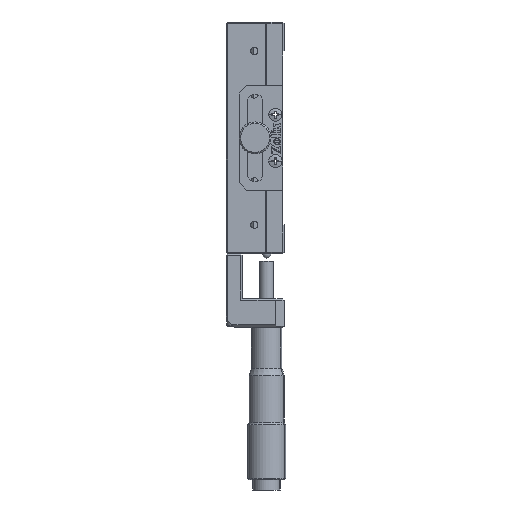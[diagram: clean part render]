
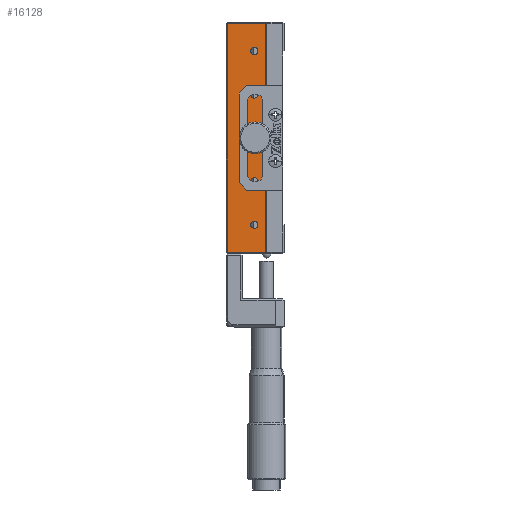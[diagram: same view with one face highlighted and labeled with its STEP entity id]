
A CAD part, left-side view. The second image highlights one B-rep face of the part: STEP entity #16128.
In plain terms, the highlighted planar face has unit normal (-1, 0, 0).
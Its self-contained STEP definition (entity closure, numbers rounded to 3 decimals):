
#19 = DIRECTION ( 'NONE',  ( 0., 0., 1. ) ) ;
#236 = EDGE_LOOP ( 'NONE', ( #22169, #399, #5198, #15865 ) ) ;
#376 = VECTOR ( 'NONE', #24759, 1000. ) ;
#399 = ORIENTED_EDGE ( 'NONE', *, *, #3357, .T. ) ;
#515 = CARTESIAN_POINT ( 'NONE',  ( -37.083, -7.574, 90.4 ) ) ;
#533 = AXIS2_PLACEMENT_3D ( 'NONE', #541, #18497, #20316 ) ;
#541 = CARTESIAN_POINT ( 'NONE',  ( -37.083, -7.274, 77.5 ) ) ;
#803 = CIRCLE ( 'NONE', #7717, 1.25 ) ;
#1086 = DIRECTION ( 'NONE',  ( 0., -1., 0. ) ) ;
#1239 = DIRECTION ( 'NONE',  ( -1., 0., 0. ) ) ;
#1831 = CARTESIAN_POINT ( 'NONE',  ( -37.083, -7.574, 94.6 ) ) ;
#1901 = EDGE_CURVE ( 'NONE', #12563, #5561, #11096, .T. ) ;
#2599 = VERTEX_POINT ( 'NONE', #10752 ) ;
#2942 = CARTESIAN_POINT ( 'NONE',  ( -37.083, 1.926, 52.5 ) ) ;
#3120 = CARTESIAN_POINT ( 'NONE',  ( -37.083, -11.274, 132. ) ) ;
#3124 = CARTESIAN_POINT ( 'NONE',  ( -37.083, -7.274, 122.5 ) ) ;
#3240 = ORIENTED_EDGE ( 'NONE', *, *, #9604, .F. ) ;
#3252 = DIRECTION ( 'NONE',  ( 0., 0., 1. ) ) ;
#3357 = EDGE_CURVE ( 'NONE', #24819, #10777, #9792, .T. ) ;
#3621 = EDGE_CURVE ( 'NONE', #15594, #10521, #15267, .T. ) ;
#3686 = CIRCLE ( 'NONE', #5133, 1.25 ) ;
#4046 = CARTESIAN_POINT ( 'NONE',  ( -37.083, -7.274, 76.25 ) ) ;
#4072 = ORIENTED_EDGE ( 'NONE', *, *, #4169, .F. ) ;
#4169 = EDGE_CURVE ( 'NONE', #12095, #8098, #24537, .T. ) ;
#4465 = EDGE_CURVE ( 'NONE', #18387, #19635, #4812, .T. ) ;
#4812 = CIRCLE ( 'NONE', #533, 1.25 ) ;
#5035 = CARTESIAN_POINT ( 'NONE',  ( -37.083, -7.274, 108.75 ) ) ;
#5132 = CARTESIAN_POINT ( 'NONE',  ( -37.083, -7.274, 63.75 ) ) ;
#5133 = AXIS2_PLACEMENT_3D ( 'NONE', #6542, #20322, #8521 ) ;
#5195 = EDGE_CURVE ( 'NONE', #10521, #24819, #15817, .T. ) ;
#5198 = ORIENTED_EDGE ( 'NONE', *, *, #14841, .T. ) ;
#5202 = ORIENTED_EDGE ( 'NONE', *, *, #18801, .F. ) ;
#5561 = VERTEX_POINT ( 'NONE', #515 ) ;
#5785 = CARTESIAN_POINT ( 'NONE',  ( -37.083, -7.274, 107.5 ) ) ;
#6397 = CARTESIAN_POINT ( 'NONE',  ( -37.083, -7.274, 122.5 ) ) ;
#6537 = AXIS2_PLACEMENT_3D ( 'NONE', #25540, #13525, #9786 ) ;
#6542 = CARTESIAN_POINT ( 'NONE',  ( -37.083, -7.274, 62.5 ) ) ;
#6709 = CIRCLE ( 'NONE', #17222, 1.25 ) ;
#6998 = DIRECTION ( 'NONE',  ( -1., 0., 0. ) ) ;
#7175 = PLANE ( 'NONE',  #15225 ) ;
#7318 = ORIENTED_EDGE ( 'NONE', *, *, #10080, .F. ) ;
#7717 = AXIS2_PLACEMENT_3D ( 'NONE', #14890, #24738, #3252 ) ;
#7839 = DIRECTION ( 'NONE',  ( 0., 1., 0. ) ) ;
#8009 = FACE_BOUND ( 'NONE', #8023, .T. ) ;
#8023 = EDGE_LOOP ( 'NONE', ( #4072, #7318 ) ) ;
#8098 = VERTEX_POINT ( 'NONE', #13685 ) ;
#8210 = DIRECTION ( 'NONE',  ( -1., 0., 0. ) ) ;
#8468 = VERTEX_POINT ( 'NONE', #5132 ) ;
#8521 = DIRECTION ( 'NONE',  ( 0., 0., 1. ) ) ;
#8841 = VERTEX_POINT ( 'NONE', #22046 ) ;
#8928 = ORIENTED_EDGE ( 'NONE', *, *, #4465, .F. ) ;
#8964 = DIRECTION ( 'NONE',  ( 0., 0., 1. ) ) ;
#9159 = CARTESIAN_POINT ( 'NONE',  ( -37.083, -11.274, 52.5 ) ) ;
#9604 = EDGE_CURVE ( 'NONE', #5561, #12563, #19111, .T. ) ;
#9786 = DIRECTION ( 'NONE',  ( 0., 0., 1. ) ) ;
#9792 = LINE ( 'NONE', #24812, #19338 ) ;
#10080 = EDGE_CURVE ( 'NONE', #8098, #12095, #11647, .T. ) ;
#10521 = VERTEX_POINT ( 'NONE', #11619 ) ;
#10752 = CARTESIAN_POINT ( 'NONE',  ( -37.083, -7.274, 121.25 ) ) ;
#10777 = VERTEX_POINT ( 'NONE', #16423 ) ;
#10791 = EDGE_CURVE ( 'NONE', #8841, #2599, #6709, .T. ) ;
#10865 = EDGE_CURVE ( 'NONE', #8468, #14123, #15298, .T. ) ;
#11096 = CIRCLE ( 'NONE', #14256, 2.1 ) ;
#11619 = CARTESIAN_POINT ( 'NONE',  ( -37.083, 1.926, 132. ) ) ;
#11647 = CIRCLE ( 'NONE', #14901, 1.25 ) ;
#11852 = CARTESIAN_POINT ( 'NONE',  ( -37.083, -11.274, 132. ) ) ;
#11867 = ORIENTED_EDGE ( 'NONE', *, *, #10791, .F. ) ;
#12095 = VERTEX_POINT ( 'NONE', #5035 ) ;
#12297 = DIRECTION ( 'NONE',  ( -1., 0., 0. ) ) ;
#12397 = EDGE_LOOP ( 'NONE', ( #23064, #20340 ) ) ;
#12563 = VERTEX_POINT ( 'NONE', #1831 ) ;
#12631 = DIRECTION ( 'NONE',  ( -1., 0., 0. ) ) ;
#13069 = DIRECTION ( 'NONE',  ( 0., 0., 1. ) ) ;
#13115 = VECTOR ( 'NONE', #7839, 1000. ) ;
#13235 = AXIS2_PLACEMENT_3D ( 'NONE', #24449, #12631, #8964 ) ;
#13525 = DIRECTION ( 'NONE',  ( -1., 0., 0. ) ) ;
#13685 = CARTESIAN_POINT ( 'NONE',  ( -37.083, -7.274, 106.25 ) ) ;
#14009 = CARTESIAN_POINT ( 'NONE',  ( -37.083, -7.274, 107.5 ) ) ;
#14123 = VERTEX_POINT ( 'NONE', #16254 ) ;
#14256 = AXIS2_PLACEMENT_3D ( 'NONE', #18795, #6998, #16782 ) ;
#14483 = ORIENTED_EDGE ( 'NONE', *, *, #21840, .F. ) ;
#14767 = FACE_BOUND ( 'NONE', #12397, .T. ) ;
#14841 = EDGE_CURVE ( 'NONE', #10777, #15594, #23141, .T. ) ;
#14890 = CARTESIAN_POINT ( 'NONE',  ( -37.083, -7.274, 77.5 ) ) ;
#14901 = AXIS2_PLACEMENT_3D ( 'NONE', #5785, #23575, #19 ) ;
#15225 = AXIS2_PLACEMENT_3D ( 'NONE', #9159, #22913, #13069 ) ;
#15267 = LINE ( 'NONE', #11852, #13115 ) ;
#15298 = CIRCLE ( 'NONE', #13235, 1.25 ) ;
#15510 = VECTOR ( 'NONE', #20491, 1000. ) ;
#15594 = VERTEX_POINT ( 'NONE', #3120 ) ;
#15817 = LINE ( 'NONE', #2942, #15510 ) ;
#15865 = ORIENTED_EDGE ( 'NONE', *, *, #3621, .T. ) ;
#16128 = ADVANCED_FACE ( 'NONE', ( #22192, #14767, #20056, #8009, #24042, #22805 ), #7175, .T. ) ;
#16254 = CARTESIAN_POINT ( 'NONE',  ( -37.083, -7.274, 61.25 ) ) ;
#16423 = CARTESIAN_POINT ( 'NONE',  ( -37.083, -11.274, 53. ) ) ;
#16782 = DIRECTION ( 'NONE',  ( 0., 0., 1. ) ) ;
#17222 = AXIS2_PLACEMENT_3D ( 'NONE', #3124, #1239, #18598 ) ;
#17629 = CARTESIAN_POINT ( 'NONE',  ( -37.083, 1.926, 53. ) ) ;
#17700 = CARTESIAN_POINT ( 'NONE',  ( -37.083, -7.274, 78.75 ) ) ;
#18387 = VERTEX_POINT ( 'NONE', #17700 ) ;
#18444 = EDGE_LOOP ( 'NONE', ( #11867, #14483 ) ) ;
#18497 = DIRECTION ( 'NONE',  ( -1., 0., 0. ) ) ;
#18598 = DIRECTION ( 'NONE',  ( 0., 0., 1. ) ) ;
#18647 = AXIS2_PLACEMENT_3D ( 'NONE', #14009, #8210, #23953 ) ;
#18662 = AXIS2_PLACEMENT_3D ( 'NONE', #6397, #12297, #24118 ) ;
#18795 = CARTESIAN_POINT ( 'NONE',  ( -37.083, -7.574, 92.5 ) ) ;
#18801 = EDGE_CURVE ( 'NONE', #19635, #18387, #803, .T. ) ;
#19111 = CIRCLE ( 'NONE', #6537, 2.1 ) ;
#19338 = VECTOR ( 'NONE', #1086, 1000. ) ;
#19635 = VERTEX_POINT ( 'NONE', #4046 ) ;
#20056 = FACE_BOUND ( 'NONE', #18444, .T. ) ;
#20316 = DIRECTION ( 'NONE',  ( 0., 0., 1. ) ) ;
#20322 = DIRECTION ( 'NONE',  ( -1., 0., 0. ) ) ;
#20340 = ORIENTED_EDGE ( 'NONE', *, *, #20730, .F. ) ;
#20491 = DIRECTION ( 'NONE',  ( 0., 0., -1. ) ) ;
#20730 = EDGE_CURVE ( 'NONE', #14123, #8468, #3686, .T. ) ;
#21503 = EDGE_LOOP ( 'NONE', ( #25067, #3240 ) ) ;
#21840 = EDGE_CURVE ( 'NONE', #2599, #8841, #25146, .T. ) ;
#22046 = CARTESIAN_POINT ( 'NONE',  ( -37.083, -7.274, 123.75 ) ) ;
#22169 = ORIENTED_EDGE ( 'NONE', *, *, #5195, .T. ) ;
#22192 = FACE_BOUND ( 'NONE', #22311, .T. ) ;
#22311 = EDGE_LOOP ( 'NONE', ( #8928, #5202 ) ) ;
#22777 = CARTESIAN_POINT ( 'NONE',  ( -37.083, -11.274, 52.5 ) ) ;
#22805 = FACE_OUTER_BOUND ( 'NONE', #236, .T. ) ;
#22913 = DIRECTION ( 'NONE',  ( -1., 0., 0. ) ) ;
#23064 = ORIENTED_EDGE ( 'NONE', *, *, #10865, .F. ) ;
#23141 = LINE ( 'NONE', #22777, #376 ) ;
#23575 = DIRECTION ( 'NONE',  ( -1., 0., 0. ) ) ;
#23953 = DIRECTION ( 'NONE',  ( 0., 0., 1. ) ) ;
#24042 = FACE_BOUND ( 'NONE', #21503, .T. ) ;
#24118 = DIRECTION ( 'NONE',  ( 0., 0., 1. ) ) ;
#24449 = CARTESIAN_POINT ( 'NONE',  ( -37.083, -7.274, 62.5 ) ) ;
#24537 = CIRCLE ( 'NONE', #18647, 1.25 ) ;
#24738 = DIRECTION ( 'NONE',  ( -1., 0., 0. ) ) ;
#24759 = DIRECTION ( 'NONE',  ( 0., 0., 1. ) ) ;
#24812 = CARTESIAN_POINT ( 'NONE',  ( -37.083, -11.274, 53. ) ) ;
#24819 = VERTEX_POINT ( 'NONE', #17629 ) ;
#25067 = ORIENTED_EDGE ( 'NONE', *, *, #1901, .F. ) ;
#25146 = CIRCLE ( 'NONE', #18662, 1.25 ) ;
#25540 = CARTESIAN_POINT ( 'NONE',  ( -37.083, -7.574, 92.5 ) ) ;
